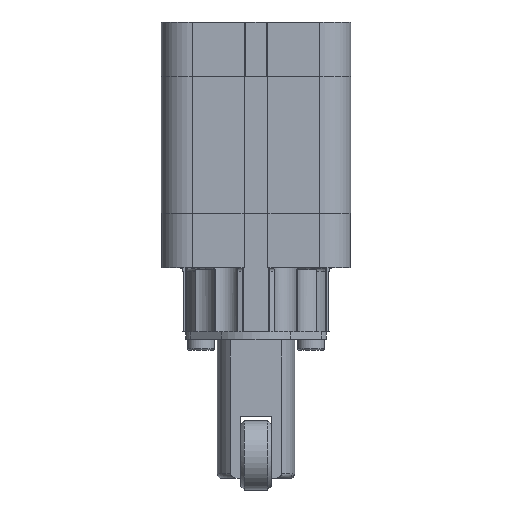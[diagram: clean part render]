
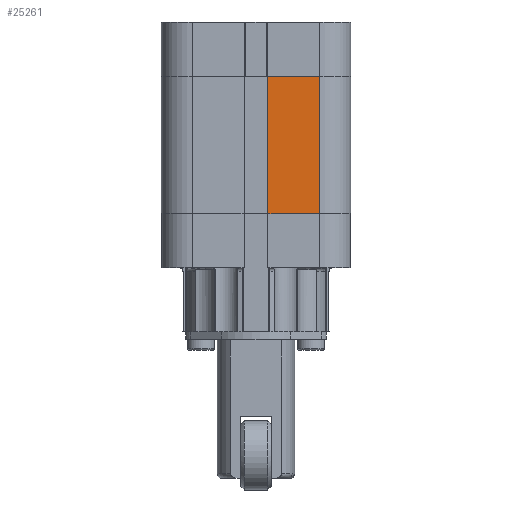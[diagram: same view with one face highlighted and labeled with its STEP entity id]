
A CAD part, left-side view. The second image highlights one B-rep face of the part: STEP entity #25261.
In plain terms, the highlighted planar face has unit normal (-1, 0, 0).
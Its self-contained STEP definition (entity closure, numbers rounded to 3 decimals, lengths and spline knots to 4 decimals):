
#1989=LINE($,#48881,#3805);
#2024=LINE($,#49010,#3840);
#2026=LINE($,#49016,#3842);
#2027=LINE($,#49017,#3843);
#3805=VECTOR($,#29642,1.34);
#3840=VECTOR($,#29749,3.55);
#3842=VECTOR($,#29755,3.55);
#3843=VECTOR($,#29756,1.34);
#4819=PLANE($,#26338);
#7691=FACE_OUTER_BOUND($,#9222,.T.);
#9222=EDGE_LOOP($,(#22401,#22402,#22403,#22404));
#12136=VERTEX_POINT($,#48878);
#12137=VERTEX_POINT($,#48880);
#12195=VERTEX_POINT($,#49009);
#12197=VERTEX_POINT($,#49015);
#15634=EDGE_CURVE($,#12136,#12137,#1989,.T.);
#15699=EDGE_CURVE($,#12137,#12195,#2024,.T.);
#15702=EDGE_CURVE($,#12136,#12197,#2026,.T.);
#15703=EDGE_CURVE($,#12197,#12195,#2027,.T.);
#22401=ORIENTED_EDGE($,*,*,#15699,.F.);
#22402=ORIENTED_EDGE($,*,*,#15634,.F.);
#22403=ORIENTED_EDGE($,*,*,#15702,.T.);
#22404=ORIENTED_EDGE($,*,*,#15703,.T.);
#25261=ADVANCED_FACE($,(#7691),#4819,.T.);
#26338=AXIS2_PLACEMENT_3D($,#49014,#29753,#29754);
#29642=DIRECTION($,(0.,1.,0.));
#29749=DIRECTION($,(0.,0.,1.));
#29753=DIRECTION('center_axis',(-1.,0.,0.));
#29754=DIRECTION('ref_axis',(0.,0.,-1.));
#29755=DIRECTION($,(0.,0.,1.));
#29756=DIRECTION($,(0.,1.,0.));
#48878=CARTESIAN_POINT('',(-2.45,-1.65,-4.96));
#48880=CARTESIAN_POINT('',(-2.45,-0.31,-4.96));
#48881=CARTESIAN_POINT($,(-2.45,-1.65,-4.96));
#49009=CARTESIAN_POINT('',(-2.45,-0.31,-1.41));
#49010=CARTESIAN_POINT($,(-2.45,-0.31,-4.96));
#49014=CARTESIAN_POINT('Origin',(-2.45,-1.65,-4.96));
#49015=CARTESIAN_POINT('',(-2.45,-1.65,-1.41));
#49016=CARTESIAN_POINT($,(-2.45,-1.65,-4.96));
#49017=CARTESIAN_POINT($,(-2.45,-1.65,-1.41));
